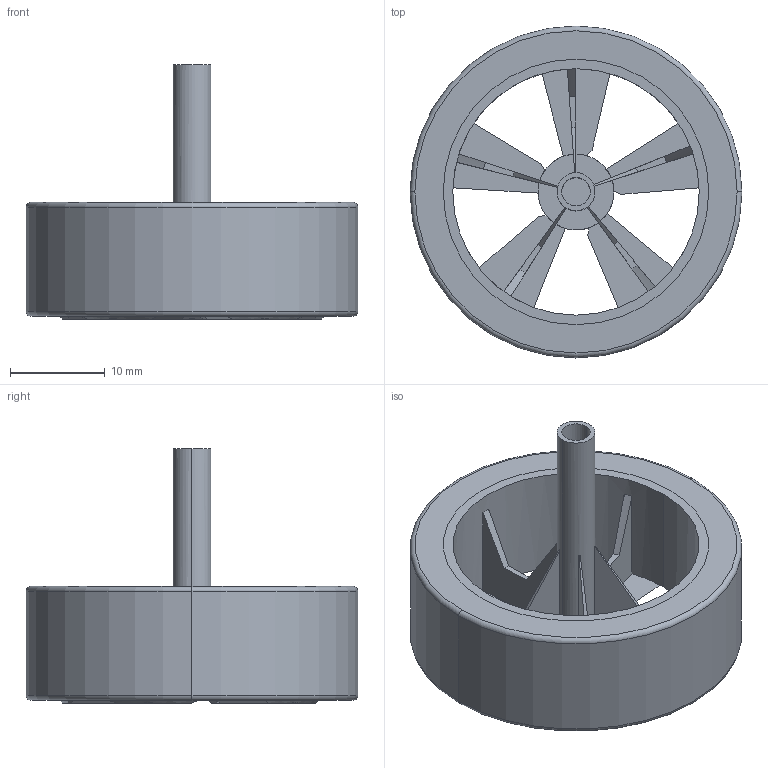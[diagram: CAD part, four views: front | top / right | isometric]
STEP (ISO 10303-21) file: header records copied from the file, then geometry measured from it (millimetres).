
FILE_DESCRIPTION (( 'STEP AP214' ), '1' );
FILE_NAME ('roue.STEP', '2015-03-05T09:14:52', ( '' ), ( '' ), 'SwSTEP 2.0', 'SolidWorks 2014', '' );
FILE_SCHEMA (( 'AUTOMOTIVE_DESIGN' ));
Length unit declared in the file: millimetre
Products named in the file (3): disque roue; tire; roue
Assembly tree (2 placements, depth 2):
  roue
    tire
    disque roue
Bounding box: 35 x 35 x 26.8 mm (x, y, z)
Volume: 5607.2 mm3; surface area: 7096.2 mm2
Topology: 2 solids, 2 shells, 244 faces, 614 edges, 373 vertices
Faces by surface type: plane 178, cylinder 47, cone 15, torus 4
Entity records: 7619 total; most frequent: CARTESIAN_POINT 1281, DIRECTION 1269, ORIENTED_EDGE 1228, EDGE_CURVE 614, VECTOR 427, LINE 427, AXIS2_PLACEMENT_3D 421, VERTEX_POINT 373
